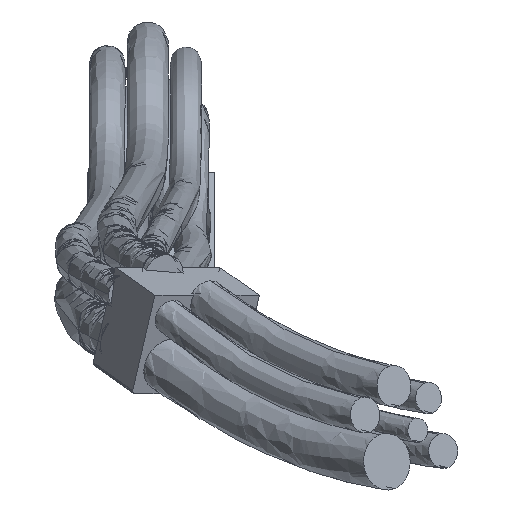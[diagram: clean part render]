
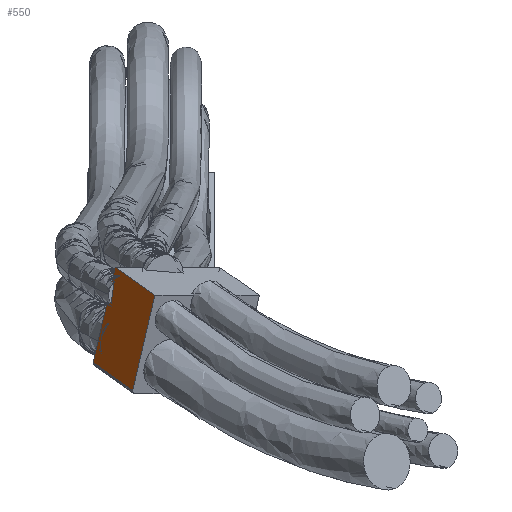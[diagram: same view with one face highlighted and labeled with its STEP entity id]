
A CAD part, top view. The second image highlights one B-rep face of the part: STEP entity #550.
In plain terms, the highlighted planar face has unit normal (-0.819, 0, 0.574).
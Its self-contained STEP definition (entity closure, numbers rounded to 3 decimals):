
#317 = CARTESIAN_POINT ( 'NONE',  ( 169.807, -310.159, 1476.98 ) ) ;
#472 = B_SPLINE_CURVE_WITH_KNOTS ( 'NONE', 3,
 ( #3384, #3412, #3358, #3344 ),
 .UNSPECIFIED., .F., .F.,
 ( 4, 4 ),
 ( 0.015, 0.017 ),
 .UNSPECIFIED. ) ;
#477 = CARTESIAN_POINT ( 'NONE',  ( 164.87, -275.404, 1469.929 ) ) ;
#510 = DIRECTION ( 'NONE',  ( 0.215, 0.927, 0.307 ) ) ;
#550 = ADVANCED_FACE ( 'NONE', ( #3567 ), #10236, .F. ) ;
#614 = CARTESIAN_POINT ( 'NONE',  ( 162.654, -284.967, 1466.764 ) ) ;
#650 = CARTESIAN_POINT ( 'NONE',  ( 164.87, -275.404, 1469.929 ) ) ;
#651 = DIRECTION ( 'NONE',  ( 0.215, 0.927, 0.307 ) ) ;
#1007 = CARTESIAN_POINT ( 'NONE',  ( 158.639, -302.292, 1461.03 ) ) ;
#1336 = ORIENTED_EDGE ( 'NONE', *, *, #1919, .F. ) ;
#1399 = ORIENTED_EDGE ( 'NONE', *, *, #10347, .F. ) ;
#1455 = EDGE_CURVE ( 'NONE', #1721, #6676, #6122, .T. ) ;
#1721 = VERTEX_POINT ( 'NONE', #3021 ) ;
#1814 = CARTESIAN_POINT ( 'NONE',  ( 163.937, -279.429, 1468.597 ) ) ;
#1844 = VECTOR ( 'NONE', #651, 1000. ) ;
#1919 = EDGE_CURVE ( 'NONE', #9708, #2181, #2192, .T. ) ;
#2181 = VERTEX_POINT ( 'NONE', #1814 ) ;
#2192 = B_SPLINE_CURVE_WITH_KNOTS ( 'NONE', 3,
 ( #2729, #2690, #2676, #2665 ),
 .UNSPECIFIED., .F., .F.,
 ( 4, 4 ),
 ( 0., 0.001 ),
 .UNSPECIFIED. ) ;
#2262 = LINE ( 'NONE', #4661, #4282 ) ;
#2407 = ORIENTED_EDGE ( 'NONE', *, *, #4264, .T. ) ;
#2493 = VERTEX_POINT ( 'NONE', #1007 ) ;
#2665 = CARTESIAN_POINT ( 'NONE',  ( 163.937, -279.429, 1468.597 ) ) ;
#2667 = ORIENTED_EDGE ( 'NONE', *, *, #1455, .F. ) ;
#2673 = VERTEX_POINT ( 'NONE', #614 ) ;
#2676 = CARTESIAN_POINT ( 'NONE',  ( 164.152, -279.437, 1468.904 ) ) ;
#2690 = CARTESIAN_POINT ( 'NONE',  ( 164.367, -279.449, 1469.211 ) ) ;
#2719 = ORIENTED_EDGE ( 'NONE', *, *, #3680, .F. ) ;
#2729 = CARTESIAN_POINT ( 'NONE',  ( 164.582, -279.465, 1469.518 ) ) ;
#2792 = ORIENTED_EDGE ( 'NONE', *, *, #9831, .T. ) ;
#3021 = CARTESIAN_POINT ( 'NONE',  ( 176.038, -283.271, 1485.879 ) ) ;
#3307 = LINE ( 'NONE', #477, #3361 ) ;
#3344 = CARTESIAN_POINT ( 'NONE',  ( 163.731, -285.747, 1468.302 ) ) ;
#3358 = CARTESIAN_POINT ( 'NONE',  ( 163.369, -285.499, 1467.785 ) ) ;
#3361 = VECTOR ( 'NONE', #510, 1000. ) ;
#3384 = CARTESIAN_POINT ( 'NONE',  ( 162.654, -284.967, 1466.764 ) ) ;
#3412 = CARTESIAN_POINT ( 'NONE',  ( 163.009, -285.241, 1467.271 ) ) ;
#3482 = VECTOR ( 'NONE', #8620, 1000. ) ;
#3499 = VECTOR ( 'NONE', #3879, 1000. ) ;
#3567 = FACE_OUTER_BOUND ( 'NONE', #7930, .T. ) ;
#3680 = EDGE_CURVE ( 'NONE', #7325, #1721, #6579, .T. ) ;
#3738 = EDGE_CURVE ( 'NONE', #2181, #7325, #4244, .T. ) ;
#3867 = CARTESIAN_POINT ( 'NONE',  ( 176.038, -283.271, 1485.879 ) ) ;
#3879 = DIRECTION ( 'NONE',  ( -0.215, -0.927, -0.307 ) ) ;
#4244 = LINE ( 'NONE', #8232, #1844 ) ;
#4264 = EDGE_CURVE ( 'NONE', #2493, #6676, #2262, .T. ) ;
#4282 = VECTOR ( 'NONE', #4639, 1000. ) ;
#4639 = DIRECTION ( 'NONE',  ( 0.532, -0.375, 0.76 ) ) ;
#4661 = CARTESIAN_POINT ( 'NONE',  ( 158.639, -302.292, 1461.03 ) ) ;
#5214 = DIRECTION ( 'NONE',  ( 0.819, 0., -0.574 ) ) ;
#5833 = VECTOR ( 'NONE', #6145, 1000. ) ;
#6122 = LINE ( 'NONE', #3867, #3499 ) ;
#6131 = CARTESIAN_POINT ( 'NONE',  ( 165.118, -275.506, 1470.284 ) ) ;
#6145 = DIRECTION ( 'NONE',  ( -0.132, -0.973, -0.188 ) ) ;
#6447 = EDGE_CURVE ( 'NONE', #2493, #2673, #3307, .T. ) ;
#6525 = CARTESIAN_POINT ( 'NONE',  ( 164.582, -279.465, 1469.518 ) ) ;
#6579 = LINE ( 'NONE', #8254, #3482 ) ;
#6676 = VERTEX_POINT ( 'NONE', #317 ) ;
#6686 = AXIS2_PLACEMENT_3D ( 'NONE', #10207, #5214, #10242 ) ;
#6855 = LINE ( 'NONE', #6131, #5833 ) ;
#7325 = VERTEX_POINT ( 'NONE', #650 ) ;
#7930 = EDGE_LOOP ( 'NONE', ( #1336, #2792, #1399, #9527, #2407, #2667, #2719, #10264 ) ) ;
#8232 = CARTESIAN_POINT ( 'NONE',  ( 164.87, -275.404, 1469.929 ) ) ;
#8254 = CARTESIAN_POINT ( 'NONE',  ( 164.87, -275.404, 1469.929 ) ) ;
#8620 = DIRECTION ( 'NONE',  ( 0.532, -0.375, 0.76 ) ) ;
#8652 = CARTESIAN_POINT ( 'NONE',  ( 163.731, -285.747, 1468.302 ) ) ;
#9387 = VERTEX_POINT ( 'NONE', #8652 ) ;
#9527 = ORIENTED_EDGE ( 'NONE', *, *, #6447, .F. ) ;
#9708 = VERTEX_POINT ( 'NONE', #6525 ) ;
#9831 = EDGE_CURVE ( 'NONE', #9708, #9387, #6855, .T. ) ;
#10207 = CARTESIAN_POINT ( 'NONE',  ( 164.87, -275.404, 1469.929 ) ) ;
#10236 = PLANE ( 'NONE',  #6686 ) ;
#10242 = DIRECTION ( 'NONE',  ( 0., 1., 0. ) ) ;
#10264 = ORIENTED_EDGE ( 'NONE', *, *, #3738, .F. ) ;
#10347 = EDGE_CURVE ( 'NONE', #2673, #9387, #472, .T. ) ;
